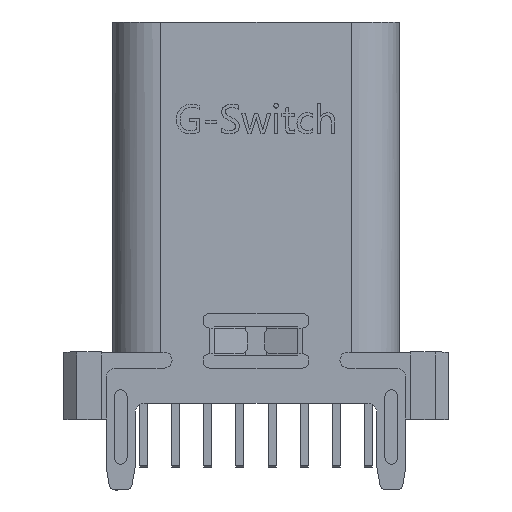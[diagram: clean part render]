
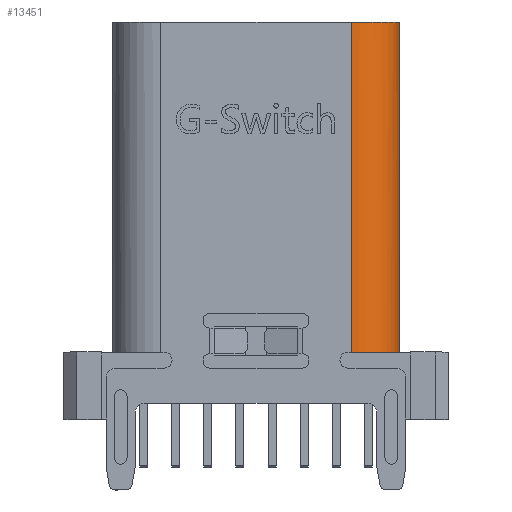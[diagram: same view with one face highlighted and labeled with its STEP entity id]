
A CAD part, top view. The second image highlights one B-rep face of the part: STEP entity #13451.
In plain terms, the highlighted cylindrical face has radius 1.5 mm (diameter 3 mm), a partial arc.
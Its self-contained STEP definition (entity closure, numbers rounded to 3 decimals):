
#419 = AXIS2_PLACEMENT_3D ( 'NONE', #3576, #14658, #13265 ) ;
#645 = DIRECTION ( 'NONE',  ( 0., -1., 0. ) ) ;
#1461 = CIRCLE ( 'NONE', #10992, 1.5 ) ;
#2247 = DIRECTION ( 'NONE',  ( 0., -1., 0. ) ) ;
#2349 = CYLINDRICAL_SURFACE ( 'NONE', #12267, 1.5 ) ;
#2906 = EDGE_LOOP ( 'NONE', ( #3322, #8218, #8491, #15638, #21078 ) ) ;
#3233 = VECTOR ( 'NONE', #10973, 1000. ) ;
#3322 = ORIENTED_EDGE ( 'NONE', *, *, #8318, .T. ) ;
#3576 = CARTESIAN_POINT ( 'NONE',  ( 4.779, 5.348, 2.004 ) ) ;
#4362 = VERTEX_POINT ( 'NONE', #8994 ) ;
#4935 = CARTESIAN_POINT ( 'NONE',  ( 6.279, 20.348, 2.004 ) ) ;
#5014 = VERTEX_POINT ( 'NONE', #8306 ) ;
#5174 = CIRCLE ( 'NONE', #419, 1.5 ) ;
#5583 = CIRCLE ( 'NONE', #20901, 1.5 ) ;
#6189 = VERTEX_POINT ( 'NONE', #10335 ) ;
#6422 = CARTESIAN_POINT ( 'NONE',  ( 4.779, 5.348, 2.004 ) ) ;
#6426 = DIRECTION ( 'NONE',  ( 0., 1., 0. ) ) ;
#7143 = DIRECTION ( 'NONE',  ( 0., 0., -1. ) ) ;
#7502 = VERTEX_POINT ( 'NONE', #19487 ) ;
#7568 = LINE ( 'NONE', #19187, #3233 ) ;
#7941 = EDGE_CURVE ( 'NONE', #6189, #7502, #5174, .T. ) ;
#8218 = ORIENTED_EDGE ( 'NONE', *, *, #11839, .T. ) ;
#8306 = CARTESIAN_POINT ( 'NONE',  ( 6.279, 5.348, 2.004 ) ) ;
#8318 = EDGE_CURVE ( 'NONE', #5014, #13059, #9736, .T. ) ;
#8338 = DIRECTION ( 'NONE',  ( 0., 0., -1. ) ) ;
#8491 = ORIENTED_EDGE ( 'NONE', *, *, #10805, .F. ) ;
#8994 = CARTESIAN_POINT ( 'NONE',  ( 4.779, 15.648, 3.504 ) ) ;
#9736 = LINE ( 'NONE', #4935, #11006 ) ;
#10335 = CARTESIAN_POINT ( 'NONE',  ( 5.718, 5.348, 3.174 ) ) ;
#10805 = EDGE_CURVE ( 'NONE', #7502, #4362, #7568, .T. ) ;
#10973 = DIRECTION ( 'NONE',  ( 0., 1., 0. ) ) ;
#10992 = AXIS2_PLACEMENT_3D ( 'NONE', #6422, #12925, #8338 ) ;
#11006 = VECTOR ( 'NONE', #6426, 1000. ) ;
#11839 = EDGE_CURVE ( 'NONE', #13059, #4362, #5583, .T. ) ;
#12267 = AXIS2_PLACEMENT_3D ( 'NONE', #15138, #2247, #18335 ) ;
#12925 = DIRECTION ( 'NONE',  ( 0., -1., 0. ) ) ;
#13059 = VERTEX_POINT ( 'NONE', #19564 ) ;
#13265 = DIRECTION ( 'NONE',  ( 0., 0., -1. ) ) ;
#13451 = ADVANCED_FACE ( 'NONE', ( #18438 ), #2349, .T. ) ;
#14658 = DIRECTION ( 'NONE',  ( 0., -1., 0. ) ) ;
#15138 = CARTESIAN_POINT ( 'NONE',  ( 4.779, 20.348, 2.004 ) ) ;
#15258 = CARTESIAN_POINT ( 'NONE',  ( 4.779, 15.648, 2.004 ) ) ;
#15638 = ORIENTED_EDGE ( 'NONE', *, *, #7941, .F. ) ;
#18008 = EDGE_CURVE ( 'NONE', #5014, #6189, #1461, .T. ) ;
#18335 = DIRECTION ( 'NONE',  ( 0., 0., -1. ) ) ;
#18438 = FACE_OUTER_BOUND ( 'NONE', #2906, .T. ) ;
#19187 = CARTESIAN_POINT ( 'NONE',  ( 4.779, 20.348, 3.504 ) ) ;
#19487 = CARTESIAN_POINT ( 'NONE',  ( 4.779, 5.348, 3.504 ) ) ;
#19564 = CARTESIAN_POINT ( 'NONE',  ( 6.279, 15.648, 2.004 ) ) ;
#20901 = AXIS2_PLACEMENT_3D ( 'NONE', #15258, #645, #7143 ) ;
#21078 = ORIENTED_EDGE ( 'NONE', *, *, #18008, .F. ) ;
